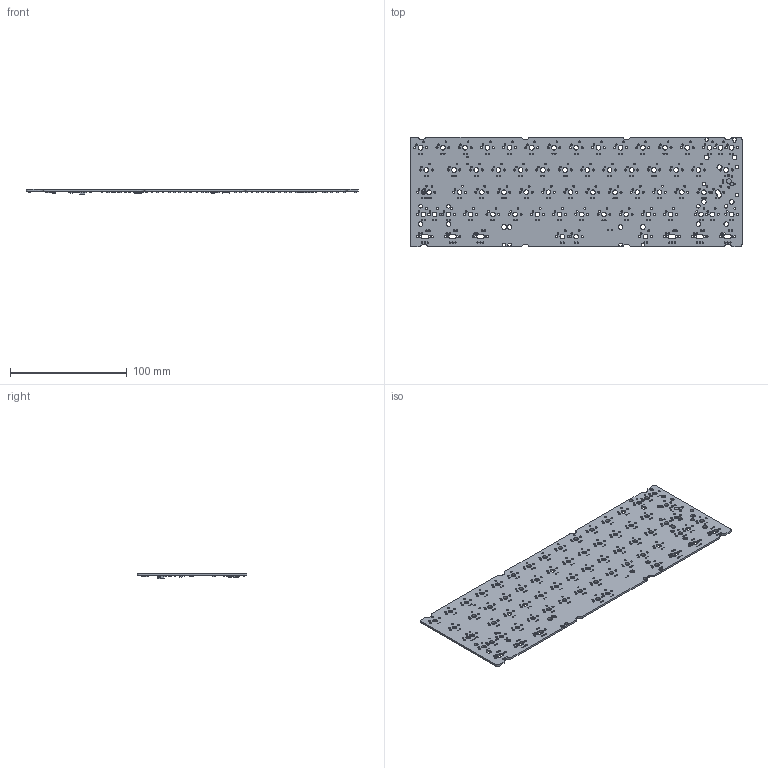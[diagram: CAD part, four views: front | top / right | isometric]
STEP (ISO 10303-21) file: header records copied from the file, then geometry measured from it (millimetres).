
FILE_DESCRIPTION(('KiCad electronic assembly'),'2;1');
FILE_NAME('DB60_Bakeneko_PCB.step','2022-10-05T20:07:51',('Pcbnew'),( 'Kicad'),'Open CASCADE STEP processor 7.6','KiCad to STEP converter' ,'Unknown');
FILE_SCHEMA(('AUTOMOTIVE_DESIGN { 1 0 10303 214 1 1 1 1 }'));
Length unit declared in the file: millimetre
Products named in the file (24): DB60_Bakeneko_PCB 1; SW_SPDT_PCM12; SOLID; SOT-23; C_0603_1608Metric; D_SOD-123F; R_0603_1608Metric; SOT-23-6; SOT-23-5; LQFP-48_7x7mm_P0.5mm; Fuse_1206_3216Metric; SW_SPST_TL3342; SM04B-SRSS-TB; _autosave-db60_bakeneko PCB
Assembly tree (162 placements, depth 3):
  DB60_Bakeneko_PCB 1
    SW_SPDT_PCM12
      SOLID
    SOT-23
      SOLID
    C_0603_1608Metric  x9
      SOLID
    D_SOD-123F  x66
      SOLID
    R_0603_1608Metric  x67
      SOLID
    SOT-23-6
      SOLID
    SOT-23-5
      SOLID
    LQFP-48_7x7mm_P0.5mm
      SOLID
    Fuse_1206_3216Metric
      SOLID
    SW_SPST_TL3342
      SOLID
    SM04B-SRSS-TB
      SOLID
    _autosave-db60_bakeneko PCB
Bounding box: 284.7 x 94.2 x 4.5 mm (x, y, z)
Volume: 40198.8 mm3; surface area: 58075.9 mm2
Topology: 152 solids, 153 shells, 5990 faces, 15233 edges, 9659 vertices
Faces by surface type: bspline 5298, cylinder 608, plane 44, extrusion 40
Full cylindrical faces by diameter (mm): 0.3 x12, 0.9 x2, 1.04 x141, 1.47 x151, 1.75 x125, 3.048 x12, 3.988 x74
Entity records: 162429 total; most frequent: CARTESIAN_POINT 51859, ORIENTED_EDGE 12538, PCURVE 12538, DEFINITIONAL_REPRESENTATION 12538, B_SPLINE_CURVE_WITH_KNOTS 11699, DIRECTION 8818, EDGE_CURVE 6269, SURFACE_CURVE 5745
